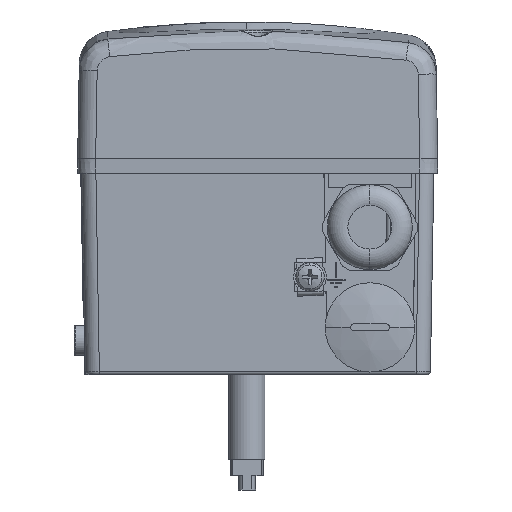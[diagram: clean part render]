
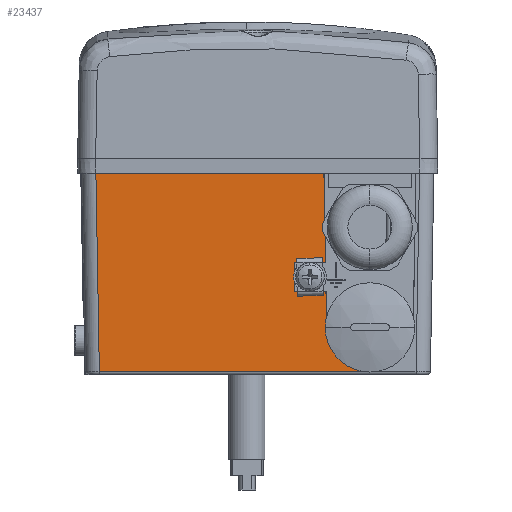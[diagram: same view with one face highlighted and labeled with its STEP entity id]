
A CAD part, left-side view. The second image highlights one B-rep face of the part: STEP entity #23437.
In plain terms, the highlighted planar face has unit normal (-1, 0, -0.018).
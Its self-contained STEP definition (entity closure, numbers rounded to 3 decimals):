
#127 = VECTOR ( 'NONE', #12563, 1000. ) ;
#188 = CARTESIAN_POINT ( 'NONE',  ( -88.97, 49., -29.017 ) ) ;
#438 = CARTESIAN_POINT ( 'NONE',  ( -89.176, -19.14, -17.214 ) ) ;
#694 = CARTESIAN_POINT ( 'NONE',  ( -89.038, -22.28, -25.12 ) ) ;
#971 = VECTOR ( 'NONE', #11691, 1000. ) ;
#3232 = LINE ( 'NONE', #35973, #16283 ) ;
#4676 = VECTOR ( 'NONE', #46227, 1000. ) ;
#4845 = CARTESIAN_POINT ( 'NONE',  ( -89.93, -18.399, 26. ) ) ;
#4921 = DIRECTION ( 'NONE',  ( 0.017, -0.017, -1. ) ) ;
#5368 = PLANE ( 'NONE',  #67530 ) ;
#6045 = CARTESIAN_POINT ( 'NONE',  ( -89.159, -19.156, -18.185 ) ) ;
#6283 = CARTESIAN_POINT ( 'NONE',  ( -89.036, -22.397, -25.246 ) ) ;
#7192 = CARTESIAN_POINT ( 'NONE',  ( -89.497, -10.146, 1.198 ) ) ;
#7711 = EDGE_LOOP ( 'NONE', ( #62203, #55126, #14650, #36427, #31170, #70881, #56136, #9528, #56790 ) ) ;
#9528 = ORIENTED_EDGE ( 'NONE', *, *, #22163, .F. ) ;
#9708 = LINE ( 'NONE', #35016, #127 ) ;
#11634 = CARTESIAN_POINT ( 'NONE',  ( -89.115, -19.705, -20.758 ) ) ;
#11691 = DIRECTION ( 'NONE',  ( 0., 1., 0. ) ) ;
#11899 = CARTESIAN_POINT ( 'NONE',  ( -89.035, -22.425, -25.275 ) ) ;
#12563 = DIRECTION ( 'NONE',  ( 0.017, -0.017, -1. ) ) ;
#12727 = EDGE_CURVE ( 'NONE', #68423, #66035, #47490, .T. ) ;
#14650 = ORIENTED_EDGE ( 'NONE', *, *, #63916, .T. ) ;
#15179 = VECTOR ( 'NONE', #4921, 1000. ) ;
#15758 = LINE ( 'NONE', #50742, #971 ) ;
#16283 = VECTOR ( 'NONE', #30591, 1000. ) ;
#17228 = CARTESIAN_POINT ( 'NONE',  ( -89.078, -20.626, -22.854 ) ) ;
#17464 = CARTESIAN_POINT ( 'NONE',  ( -89.035, -22.432, -25.283 ) ) ;
#18500 = CARTESIAN_POINT ( 'NONE',  ( -88.97, 43.97, -29.017 ) ) ;
#20458 = EDGE_CURVE ( 'NONE', #62890, #26858, #61463, .T. ) ;
#21731 = CARTESIAN_POINT ( 'NONE',  ( -89.93, 44.931, 26. ) ) ;
#22163 = EDGE_CURVE ( 'NONE', #26858, #68423, #15758, .T. ) ;
#22479 = VERTEX_POINT ( 'NONE', #72215 ) ;
#22830 = CARTESIAN_POINT ( 'NONE',  ( -89.054, -21.529, -24.216 ) ) ;
#23097 = CARTESIAN_POINT ( 'NONE',  ( -89., -24.796, -27.325 ) ) ;
#23437 = ADVANCED_FACE ( 'NONE', ( #32231 ), #5368, .T. ) ;
#25476 = LINE ( 'NONE', #41565, #53424 ) ;
#26858 = VERTEX_POINT ( 'NONE', #63287 ) ;
#28495 = CARTESIAN_POINT ( 'NONE',  ( -89.044, -21.986, -24.786 ) ) ;
#28740 = CARTESIAN_POINT ( 'NONE',  ( -88.972, -28.923, -28.917 ) ) ;
#28796 = CARTESIAN_POINT ( 'NONE',  ( -90., 49., 30. ) ) ;
#30591 = DIRECTION ( 'NONE',  ( 0., -1., 0. ) ) ;
#31170 = ORIENTED_EDGE ( 'NONE', *, *, #44670, .F. ) ;
#32231 = FACE_OUTER_BOUND ( 'NONE', #7711, .T. ) ;
#33602 = DIRECTION ( 'NONE',  ( 0., -1., 0. ) ) ;
#34090 = CARTESIAN_POINT ( 'NONE',  ( -89.039, -22.213, -25.045 ) ) ;
#34399 = DIRECTION ( 'NONE',  ( -0.017, 0., 1. ) ) ;
#35016 = CARTESIAN_POINT ( 'NONE',  ( -89.356, -18.962, -6.875 ) ) ;
#35623 = EDGE_CURVE ( 'NONE', #62890, #22479, #25476, .T. ) ;
#35971 = DIRECTION ( 'NONE',  ( 0., 1., 0. ) ) ;
#35973 = CARTESIAN_POINT ( 'NONE',  ( -89.356, -10.181, -6.875 ) ) ;
#36427 = ORIENTED_EDGE ( 'NONE', *, *, #37918, .F. ) ;
#37905 = LINE ( 'NONE', #188, #52816 ) ;
#37918 = EDGE_CURVE ( 'NONE', #45277, #41315, #65224, .T. ) ;
#39695 = CARTESIAN_POINT ( 'NONE',  ( -89.036, -22.358, -25.204 ) ) ;
#40262 = CARTESIAN_POINT ( 'NONE',  ( -89.176, -19.14, -17.214 ) ) ;
#40589 = VERTEX_POINT ( 'NONE', #72397 ) ;
#40676 = CARTESIAN_POINT ( 'NONE',  ( -89.356, -10.144, -6.875 ) ) ;
#41315 = VERTEX_POINT ( 'NONE', #53249 ) ;
#41565 = CARTESIAN_POINT ( 'NONE',  ( -89.93, 49., 26. ) ) ;
#44670 = EDGE_CURVE ( 'NONE', #40589, #45277, #9708, .T. ) ;
#44853 = LINE ( 'NONE', #21731, #15179 ) ;
#45066 = CARTESIAN_POINT ( 'NONE',  ( -89.143, -19.289, -19.095 ) ) ;
#45277 = VERTEX_POINT ( 'NONE', #40262 ) ;
#45311 = CARTESIAN_POINT ( 'NONE',  ( -89.035, -22.417, -25.267 ) ) ;
#46227 = DIRECTION ( 'NONE',  ( 0.017, 0., -1. ) ) ;
#46631 = VECTOR ( 'NONE', #62721, 1000. ) ;
#47490 = LINE ( 'NONE', #7192, #4676 ) ;
#48068 = CARTESIAN_POINT ( 'NONE',  ( -89.497, -10.146, 1.198 ) ) ;
#50487 = EDGE_CURVE ( 'NONE', #66035, #40589, #3232, .T. ) ;
#50694 = CARTESIAN_POINT ( 'NONE',  ( -89.102, -19.987, -21.511 ) ) ;
#50742 = CARTESIAN_POINT ( 'NONE',  ( -89.497, -20.181, 1.198 ) ) ;
#50942 = CARTESIAN_POINT ( 'NONE',  ( -89.035, -22.431, -25.281 ) ) ;
#52382 = EDGE_CURVE ( 'NONE', #22479, #56682, #44853, .T. ) ;
#52816 = VECTOR ( 'NONE', #33602, 1000. ) ;
#53249 = CARTESIAN_POINT ( 'NONE',  ( -88.97, -30.318, -29.017 ) ) ;
#53424 = VECTOR ( 'NONE', #35971, 1000. ) ;
#55126 = ORIENTED_EDGE ( 'NONE', *, *, #52382, .T. ) ;
#56136 = ORIENTED_EDGE ( 'NONE', *, *, #12727, .F. ) ;
#56345 = CARTESIAN_POINT ( 'NONE',  ( -89.068, -20.983, -23.444 ) ) ;
#56612 = CARTESIAN_POINT ( 'NONE',  ( -89.015, -23.519, -26.431 ) ) ;
#56682 = VERTEX_POINT ( 'NONE', #18500 ) ;
#56790 = ORIENTED_EDGE ( 'NONE', *, *, #20458, .F. ) ;
#57095 = CARTESIAN_POINT ( 'NONE',  ( -89.93, -18.399, 26. ) ) ;
#61463 = LINE ( 'NONE', #57095, #46631 ) ;
#61944 = CARTESIAN_POINT ( 'NONE',  ( -89.05, -21.712, -24.454 ) ) ;
#62178 = CARTESIAN_POINT ( 'NONE',  ( -88.978, -27.498, -28.568 ) ) ;
#62203 = ORIENTED_EDGE ( 'NONE', *, *, #35623, .T. ) ;
#62721 = DIRECTION ( 'NONE',  ( 0.017, -0.017, -1. ) ) ;
#62890 = VERTEX_POINT ( 'NONE', #4845 ) ;
#63287 = CARTESIAN_POINT ( 'NONE',  ( -89.497, -18.824, 1.198 ) ) ;
#63916 = EDGE_CURVE ( 'NONE', #56682, #41315, #37905, .T. ) ;
#65224 = B_SPLINE_CURVE_WITH_KNOTS ( 'NONE', 3,
 ( #438, #6045, #45066, #11634, #50694, #17228, #56345, #22830, #61944, #28495, #67577, #34090, #694, #39695, #6283, #45311, #11899, #50942, #17464, #56612, #23097, #62178, #28740, #67843 ),
 .UNSPECIFIED., .F., .F.,
 ( 4, 2, 2, 2, 2, 2, 1, 1, 1, 1, 2, 2, 2, 4 ),
 ( 0., 0.125, 0.25, 0.375, 0.438, 0.469, 0.484, 0.492, 0.496, 0.498, 0.499, 0.5, 0.75, 1. ),
 .UNSPECIFIED. ) ;
#66035 = VERTEX_POINT ( 'NONE', #40676 ) ;
#67530 = AXIS2_PLACEMENT_3D ( 'NONE', #28796, #67913, #34399 ) ;
#67577 = CARTESIAN_POINT ( 'NONE',  ( -89.042, -22.077, -24.892 ) ) ;
#67843 = CARTESIAN_POINT ( 'NONE',  ( -88.97, -30.318, -29.017 ) ) ;
#67913 = DIRECTION ( 'NONE',  ( -1., 0., -0.017 ) ) ;
#68423 = VERTEX_POINT ( 'NONE', #48068 ) ;
#70881 = ORIENTED_EDGE ( 'NONE', *, *, #50487, .F. ) ;
#72215 = CARTESIAN_POINT ( 'NONE',  ( -89.93, 44.931, 26. ) ) ;
#72397 = CARTESIAN_POINT ( 'NONE',  ( -89.356, -18.962, -6.875 ) ) ;
